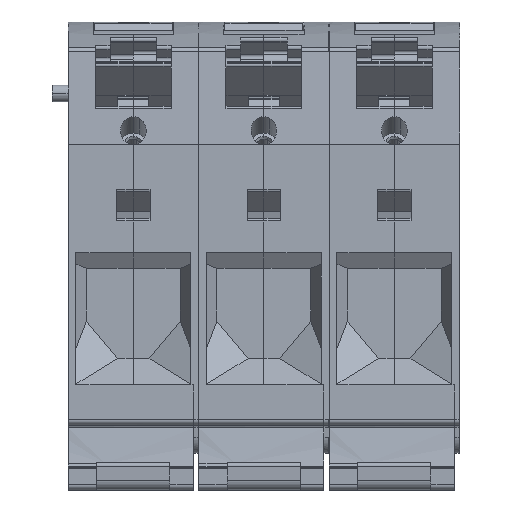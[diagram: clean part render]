
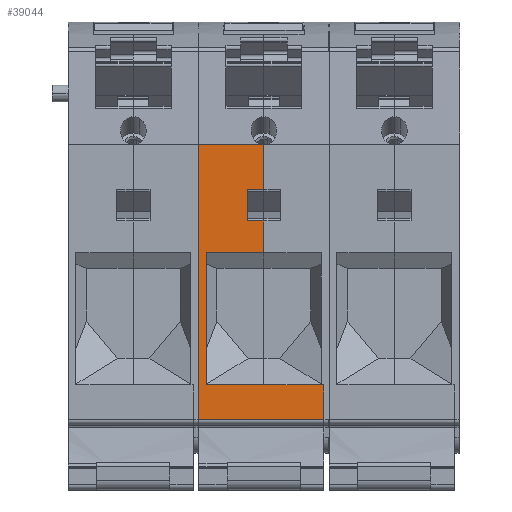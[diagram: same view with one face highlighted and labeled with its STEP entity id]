
A CAD part, front view. The second image highlights one B-rep face of the part: STEP entity #39044.
In plain terms, the highlighted planar face has unit normal (0, -1, 0).
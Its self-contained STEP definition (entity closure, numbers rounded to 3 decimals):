
#38934=AXIS2_PLACEMENT_3D('Plane Axis2P3D',#38931,#38932,#38933) ;
#35788=CARTESIAN_POINT('Vertex',(52.,1.529,20.15)) ;
#35791=CARTESIAN_POINT('Line Origine',(52.,1.529,6.725)) ;
#35795=CARTESIAN_POINT('Vertex',(52.,1.529,13.45)) ;
#36544=CARTESIAN_POINT('Vertex',(28.,1.529,66.15)) ;
#37099=CARTESIAN_POINT('Vertex',(28.,1.529,13.45)) ;
#37102=CARTESIAN_POINT('Line Origine',(28.,1.529,39.8)) ;
#38912=CARTESIAN_POINT('Line Origine',(51.75,1.529,20.15)) ;
#38916=CARTESIAN_POINT('Vertex',(51.5,1.529,20.15)) ;
#38931=CARTESIAN_POINT('Axis2P3D Location',(28.,1.529,13.45)) ;
#38936=CARTESIAN_POINT('Line Origine',(51.5,1.529,20.147)) ;
#38940=CARTESIAN_POINT('Vertex',(51.5,1.529,20.144)) ;
#38943=CARTESIAN_POINT('Line Origine',(40.5,1.529,20.144)) ;
#38947=CARTESIAN_POINT('Vertex',(29.5,1.529,20.144)) ;
#38950=CARTESIAN_POINT('Line Origine',(29.5,1.529,32.789)) ;
#38954=CARTESIAN_POINT('Vertex',(29.5,1.529,45.434)) ;
#38957=CARTESIAN_POINT('Line Origine',(35.,1.529,45.434)) ;
#38961=CARTESIAN_POINT('Vertex',(40.5,1.529,45.434)) ;
#38964=CARTESIAN_POINT('Line Origine',(40.5,1.529,45.636)) ;
#38968=CARTESIAN_POINT('Vertex',(40.5,1.529,45.839)) ;
#38971=CARTESIAN_POINT('Line Origine',(40.5,1.529,48.684)) ;
#38975=CARTESIAN_POINT('Vertex',(40.5,1.529,51.53)) ;
#38978=CARTESIAN_POINT('Line Origine',(38.9,1.529,51.53)) ;
#38982=CARTESIAN_POINT('Vertex',(37.3,1.529,51.53)) ;
#38985=CARTESIAN_POINT('Line Origine',(37.3,1.529,54.5)) ;
#38989=CARTESIAN_POINT('Vertex',(37.3,1.529,57.47)) ;
#38992=CARTESIAN_POINT('Line Origine',(38.9,1.529,57.47)) ;
#38996=CARTESIAN_POINT('Vertex',(40.5,1.529,57.47)) ;
#38999=CARTESIAN_POINT('Line Origine',(40.5,1.529,61.805)) ;
#39003=CARTESIAN_POINT('Vertex',(40.5,1.529,66.14)) ;
#39007=CARTESIAN_POINT('Control Point',(40.293,1.529,66.15)) ;
#39008=CARTESIAN_POINT('Control Point',(40.334,1.529,66.146)) ;
#39009=CARTESIAN_POINT('Control Point',(40.375,1.529,66.143)) ;
#39010=CARTESIAN_POINT('Control Point',(40.417,1.529,66.141)) ;
#39011=CARTESIAN_POINT('Control Point',(40.458,1.529,66.14)) ;
#39012=CARTESIAN_POINT('Control Point',(40.5,1.529,66.14)) ;
#39013=CARTESIAN_POINT('Vertex',(40.293,1.529,66.15)) ;
#39016=CARTESIAN_POINT('Line Origine',(34.146,1.529,66.15)) ;
#39021=CARTESIAN_POINT('Line Origine',(40.,1.529,13.45)) ;
#35792=DIRECTION('Vector Direction',(0.,0.,1.)) ;
#37103=DIRECTION('Vector Direction',(0.,0.,1.)) ;
#38913=DIRECTION('Vector Direction',(-1.,0.,0.)) ;
#38932=DIRECTION('Axis2P3D Direction',(0.,1.,0.)) ;
#38933=DIRECTION('Axis2P3D XDirection',(0.,0.,1.)) ;
#38937=DIRECTION('Vector Direction',(0.,0.,-1.)) ;
#38944=DIRECTION('Vector Direction',(-1.,0.,0.)) ;
#38951=DIRECTION('Vector Direction',(0.,0.,-1.)) ;
#38958=DIRECTION('Vector Direction',(-1.,0.,0.)) ;
#38965=DIRECTION('Vector Direction',(0.,0.,1.)) ;
#38972=DIRECTION('Vector Direction',(0.,0.,1.)) ;
#38979=DIRECTION('Vector Direction',(-1.,0.,0.)) ;
#38986=DIRECTION('Vector Direction',(0.,0.,1.)) ;
#38993=DIRECTION('Vector Direction',(-1.,0.,0.)) ;
#39000=DIRECTION('Vector Direction',(0.,0.,1.)) ;
#39017=DIRECTION('Vector Direction',(1.,0.,0.)) ;
#39022=DIRECTION('Vector Direction',(1.,0.,0.)) ;
#35793=VECTOR('Line Direction',#35792,1.) ;
#37104=VECTOR('Line Direction',#37103,1.) ;
#38914=VECTOR('Line Direction',#38913,1.) ;
#38938=VECTOR('Line Direction',#38937,1.) ;
#38945=VECTOR('Line Direction',#38944,1.) ;
#38952=VECTOR('Line Direction',#38951,1.) ;
#38959=VECTOR('Line Direction',#38958,1.) ;
#38966=VECTOR('Line Direction',#38965,1.) ;
#38973=VECTOR('Line Direction',#38972,1.) ;
#38980=VECTOR('Line Direction',#38979,1.) ;
#38987=VECTOR('Line Direction',#38986,1.) ;
#38994=VECTOR('Line Direction',#38993,1.) ;
#39001=VECTOR('Line Direction',#39000,1.) ;
#39018=VECTOR('Line Direction',#39017,1.) ;
#39023=VECTOR('Line Direction',#39022,1.) ;
#39027=ORIENTED_EDGE('',*,*,#35797,.F.) ;
#39028=ORIENTED_EDGE('',*,*,#38918,.T.) ;
#39029=ORIENTED_EDGE('',*,*,#38942,.T.) ;
#39030=ORIENTED_EDGE('',*,*,#38949,.T.) ;
#39031=ORIENTED_EDGE('',*,*,#38956,.F.) ;
#39032=ORIENTED_EDGE('',*,*,#38963,.F.) ;
#39033=ORIENTED_EDGE('',*,*,#38970,.F.) ;
#39034=ORIENTED_EDGE('',*,*,#38977,.F.) ;
#39035=ORIENTED_EDGE('',*,*,#38984,.T.) ;
#39036=ORIENTED_EDGE('',*,*,#38991,.F.) ;
#39037=ORIENTED_EDGE('',*,*,#38998,.F.) ;
#39038=ORIENTED_EDGE('',*,*,#39005,.T.) ;
#39039=ORIENTED_EDGE('',*,*,#39015,.F.) ;
#39040=ORIENTED_EDGE('',*,*,#39020,.F.) ;
#39041=ORIENTED_EDGE('',*,*,#37106,.F.) ;
#39042=ORIENTED_EDGE('',*,*,#39025,.T.) ;
#39044=ADVANCED_FACE('MLD L',(#39043),#38935,.F.) ;
#39006=B_SPLINE_CURVE_WITH_KNOTS('',5,(#39007,#39008,#39009,#39010,#39011,#39012),.UNSPECIFIED.,.F.,.U.,(6,6),(0.,0.294),.UNSPECIFIED.) ;
#35797=EDGE_CURVE('',#35789,#35796,#35794,.F.) ;
#37106=EDGE_CURVE('',#37100,#36545,#37105,.T.) ;
#38918=EDGE_CURVE('',#35789,#38917,#38915,.T.) ;
#38942=EDGE_CURVE('',#38917,#38941,#38939,.T.) ;
#38949=EDGE_CURVE('',#38941,#38948,#38946,.T.) ;
#38956=EDGE_CURVE('',#38955,#38948,#38953,.T.) ;
#38963=EDGE_CURVE('',#38962,#38955,#38960,.T.) ;
#38970=EDGE_CURVE('',#38969,#38962,#38967,.F.) ;
#38977=EDGE_CURVE('',#38976,#38969,#38974,.F.) ;
#38984=EDGE_CURVE('',#38976,#38983,#38981,.T.) ;
#38991=EDGE_CURVE('',#38990,#38983,#38988,.F.) ;
#38998=EDGE_CURVE('',#38997,#38990,#38995,.T.) ;
#39005=EDGE_CURVE('',#38997,#39004,#39002,.T.) ;
#39015=EDGE_CURVE('',#39014,#39004,#39006,.T.) ;
#39020=EDGE_CURVE('',#36545,#39014,#39019,.T.) ;
#39025=EDGE_CURVE('',#37100,#35796,#39024,.T.) ;
#39026=EDGE_LOOP('',(#39027,#39028,#39029,#39030,#39031,#39032,#39033,#39034,#39035,#39036,#39037,#39038,#39039,#39040,#39041,#39042)) ;
#39043=FACE_OUTER_BOUND('',#39026,.T.) ;
#35794=LINE('Line',#35791,#35793) ;
#37105=LINE('Line',#37102,#37104) ;
#38915=LINE('Line',#38912,#38914) ;
#38939=LINE('Line',#38936,#38938) ;
#38946=LINE('Line',#38943,#38945) ;
#38953=LINE('Line',#38950,#38952) ;
#38960=LINE('Line',#38957,#38959) ;
#38967=LINE('Line',#38964,#38966) ;
#38974=LINE('Line',#38971,#38973) ;
#38981=LINE('Line',#38978,#38980) ;
#38988=LINE('Line',#38985,#38987) ;
#38995=LINE('Line',#38992,#38994) ;
#39002=LINE('Line',#38999,#39001) ;
#39019=LINE('Line',#39016,#39018) ;
#39024=LINE('Line',#39021,#39023) ;
#38935=PLANE('',#38934) ;
#35789=VERTEX_POINT('',#35788) ;
#35796=VERTEX_POINT('',#35795) ;
#36545=VERTEX_POINT('',#36544) ;
#37100=VERTEX_POINT('',#37099) ;
#38917=VERTEX_POINT('',#38916) ;
#38941=VERTEX_POINT('',#38940) ;
#38948=VERTEX_POINT('',#38947) ;
#38955=VERTEX_POINT('',#38954) ;
#38962=VERTEX_POINT('',#38961) ;
#38969=VERTEX_POINT('',#38968) ;
#38976=VERTEX_POINT('',#38975) ;
#38983=VERTEX_POINT('',#38982) ;
#38990=VERTEX_POINT('',#38989) ;
#38997=VERTEX_POINT('',#38996) ;
#39004=VERTEX_POINT('',#39003) ;
#39014=VERTEX_POINT('',#39013) ;
